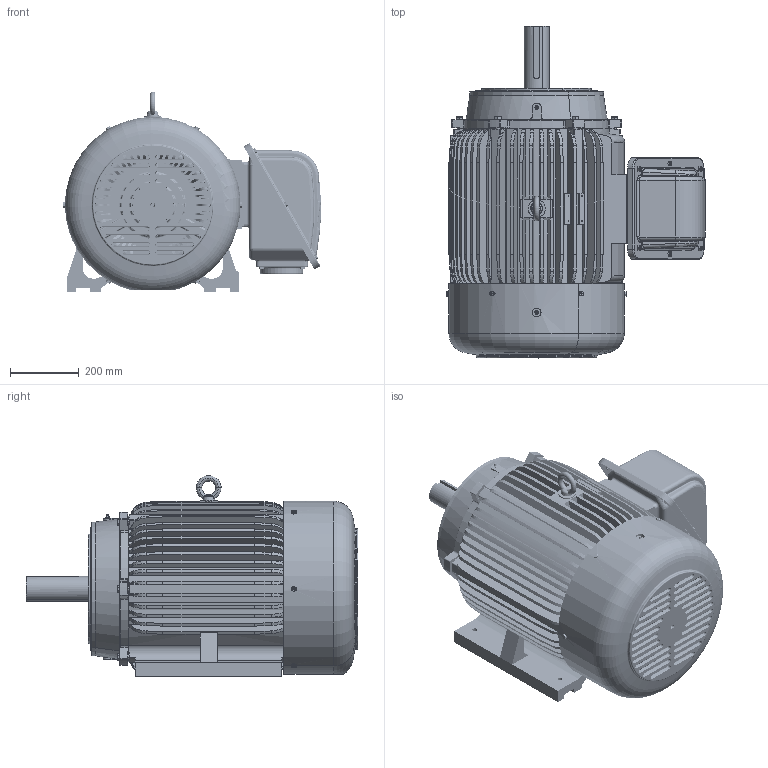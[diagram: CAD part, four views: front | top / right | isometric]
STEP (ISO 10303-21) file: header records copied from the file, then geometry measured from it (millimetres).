
FILE_DESCRIPTION(('CATIA V5 STEP Exchange'),'2;1');
FILE_NAME('405T-HV-CF_AllCATPart.stp','2012-08-27T11:29:24+00:00',('none'),('none'),'CATIA Version 5 Release 19 SP 9 (IN-10)','CATIA V5 STEP AP203','none');
FILE_SCHEMA(('CONFIG_CONTROL_DESIGN'));
Length unit declared in the file: millimetre
Products named in the file (1): 405T-HV-CF_AllCATPart
Bounding box: 748.93 x 962.92 x 583 mm (x, y, z)
Volume: 40838254 mm3; surface area: 6812988.1 mm2
Topology: 53 solids, 53 shells, 4217 faces, 11222 edges, 7142 vertices
Faces by surface type: plane 1298, cylinder 1130, torus 746, cone 625, bspline 384, sphere 22, revolution 12
Entity records: 151180 total; most frequent: CARTESIAN_POINT 61462, ORIENTED_EDGE 22252, DIRECTION 12041, EDGE_CURVE 11126, VERTEX_POINT 7142, AXIS2_PLACEMENT_3D 6104, EDGE_LOOP 4606, ADVANCED_FACE 4217
